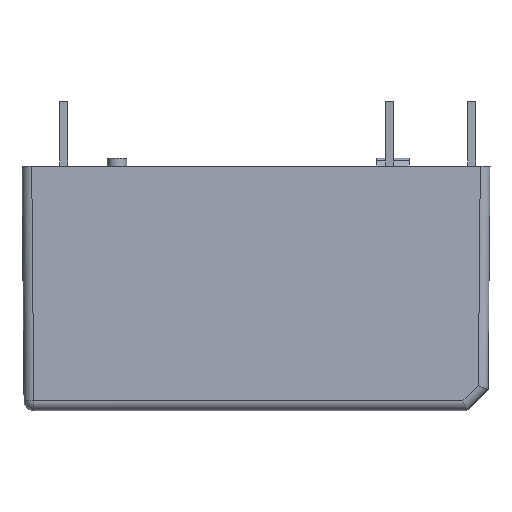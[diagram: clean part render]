
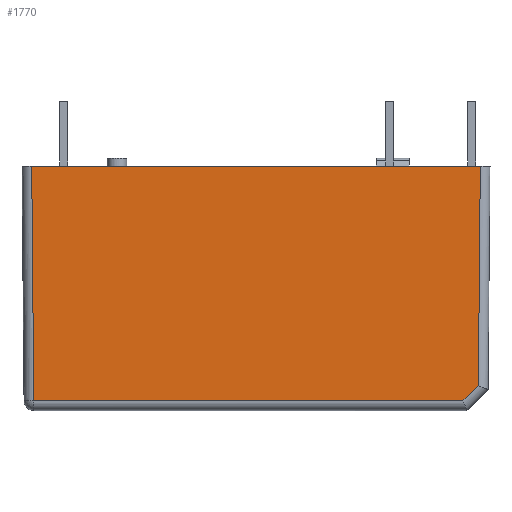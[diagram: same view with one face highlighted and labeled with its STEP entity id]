
A CAD part, front view. The second image highlights one B-rep face of the part: STEP entity #1770.
In plain terms, the highlighted planar face has unit normal (0, -1, -0.009).
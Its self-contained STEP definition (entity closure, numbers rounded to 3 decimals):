
#162=CARTESIAN_POINT('',(13.85,-6.3,0.));
#172=DIRECTION('',(1.,0.,0.));
#173=VECTOR('',#172,27.7);
#174=CARTESIAN_POINT('',(-13.85,-6.3,0.));
#175=LINE('',#174,#173);
#184=CARTESIAN_POINT('',(-13.85,-6.3,0.));
#640=DIRECTION('',(0.009,0.009,-1.));
#641=VECTOR('',#640,14.506);
#642=CARTESIAN_POINT('',(-13.85,-6.3,0.));
#643=LINE('',#642,#641);
#644=DIRECTION('',(-0.009,0.009,-1.));
#645=VECTOR('',#644,13.556);
#646=CARTESIAN_POINT('',(13.85,-6.3,0.));
#647=LINE('',#646,#645);
#648=DIRECTION('',(0.707,-0.006,0.707));
#649=VECTOR('',#648,1.345);
#650=CARTESIAN_POINT('',(12.781,-6.173,-14.505));
#651=LINE('',#650,#649);
#652=DIRECTION('',(-1.,0.,0.));
#653=VECTOR('',#652,26.504);
#654=CARTESIAN_POINT('',(12.781,-6.173,-14.505));
#655=LINE('',#654,#653);
#826=VERTEX_POINT('',#184);
#827=CARTESIAN_POINT('',(-13.723,-6.173,-14.505));
#828=VERTEX_POINT('',#827);
#831=VERTEX_POINT('',#162);
#836=CARTESIAN_POINT('',(13.732,-6.182,-13.555));
#837=VERTEX_POINT('',#836);
#841=CARTESIAN_POINT('',(12.781,-6.173,-14.505));
#842=VERTEX_POINT('',#841);
#1758=CARTESIAN_POINT('',(-15.57,-6.3,0.));
#1759=DIRECTION('',(0.,-1.,-0.009));
#1760=DIRECTION('',(1.,0.,0.));
#1761=AXIS2_PLACEMENT_3D('',#1758,#1759,#1760);
#1762=PLANE('',#1761);
#1763=ORIENTED_EDGE('',*,*,#1750,.F.);
#1764=ORIENTED_EDGE('',*,*,#860,.T.);
#1765=ORIENTED_EDGE('',*,*,#1698,.T.);
#1766=ORIENTED_EDGE('',*,*,#1712,.F.);
#1767=ORIENTED_EDGE('',*,*,#1726,.T.);
#1768=EDGE_LOOP('',(#1763,#1764,#1765,#1766,#1767));
#1769=FACE_OUTER_BOUND('',#1768,.F.);
#860=EDGE_CURVE('',#826,#831,#175,.T.);
#1698=EDGE_CURVE('',#831,#837,#647,.T.);
#1712=EDGE_CURVE('',#842,#837,#651,.T.);
#1726=EDGE_CURVE('',#842,#828,#655,.T.);
#1750=EDGE_CURVE('',#826,#828,#643,.T.);
#1770=ADVANCED_FACE('',(#1769),#1762,.T.);
